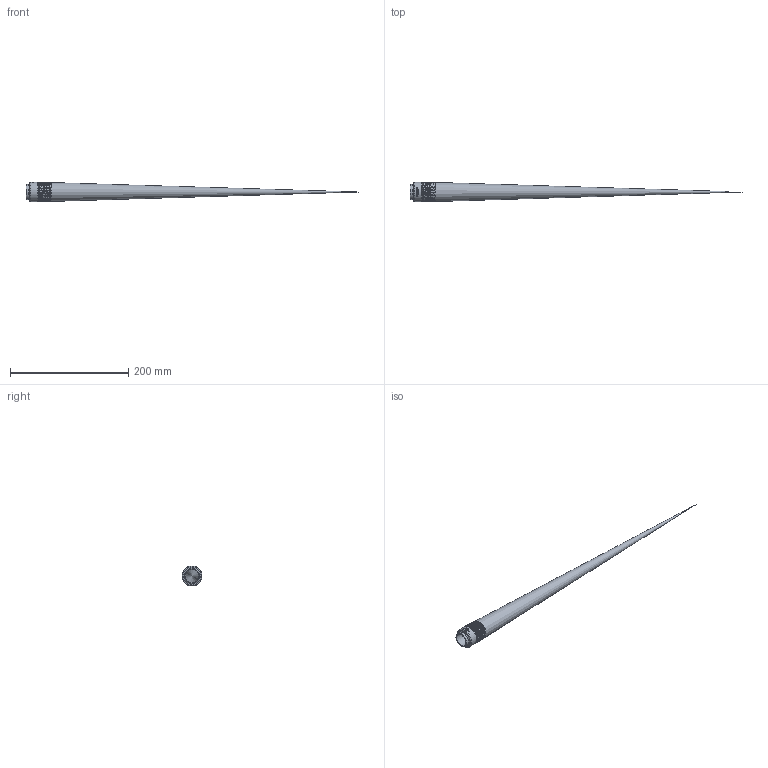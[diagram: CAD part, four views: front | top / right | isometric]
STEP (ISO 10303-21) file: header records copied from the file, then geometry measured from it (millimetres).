
FILE_DESCRIPTION(/* description */ (''),/* implementation_level */ '2;1');
FILE_NAME(/* name */ '19WB-1.stp',/* time_stamp */ '2021-12-07T09:45:52-05:00',/* author */ ('rick'),/* organization */ (''),/* preprocessor_version */ 'ST-DEVELOPER v18.1',/* originating_system */ 'Autodesk Inventor 2020',/* authorisation */ '');
FILE_SCHEMA (('AUTOMOTIVE_DESIGN { 1 0 10303 214 3 1 1 }'));
Length unit declared in the file: inch
Products named in the file (1): 19WB-1
Bounding box: 560.7 x 33.7 x 33.7 mm (x, y, z)
Volume: 17810.3 mm3; surface area: 66619.2 mm2
Topology: 1 solids, 1 shells, 346 faces, 949 edges, 635 vertices
Faces by surface type: bspline 157, plane 133, cylinder 34, cone 17, torus 5
Full cylindrical faces by diameter (mm): 22.098 x1, 25.4 x1, 33.703 x1
Entity records: 23768 total; most frequent: CARTESIAN_POINT 15854, ORIENTED_EDGE 1894, DIRECTION 1171, EDGE_CURVE 947, VERTEX_POINT 635, LINE 413, VECTOR 413, EDGE_LOOP 380
